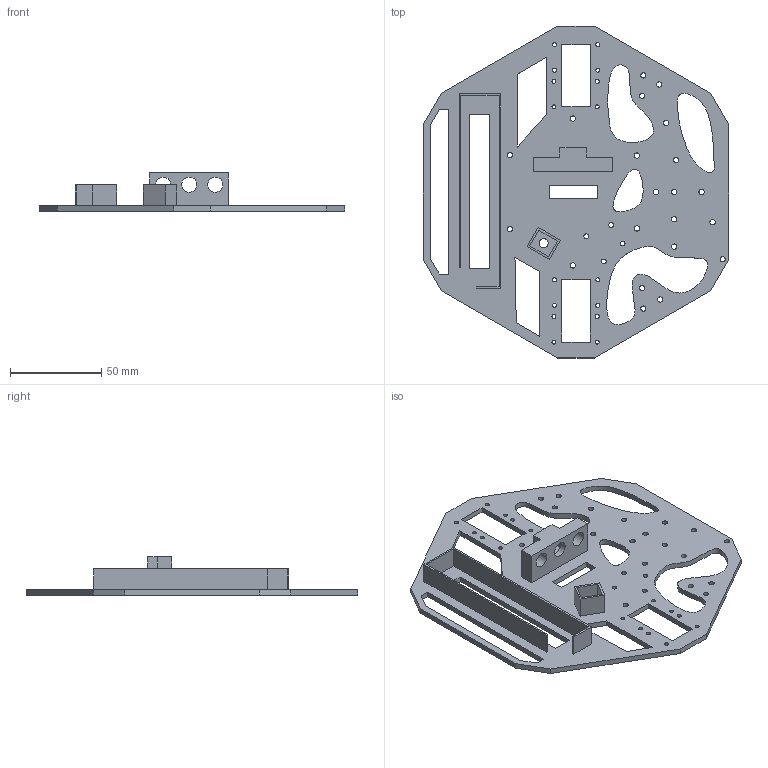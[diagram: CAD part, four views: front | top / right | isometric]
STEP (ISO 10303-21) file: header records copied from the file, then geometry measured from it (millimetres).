
FILE_DESCRIPTION(/* description */ ('STEP AP242','CAx-IF Rec.Pracs.---Representation and Presentation of Product Manufacturing Information (PMI)---4.0---2014-10-13','CAx-IF Rec.Pracs.---3D Tessellated Geometry---0.4---2014-09-14','2;1'),/* implementation_level */ '2;1');
FILE_NAME(/* name */ '682370409fbf897eb00bd82f',/* time_stamp */ '2025-05-13T16:16:01Z',/* author */ (''),/* organization */ (''),/* preprocessor_version */ 'ST-DEVELOPER v20',/* originating_system */ 'ONSHAPE BY PTC INC, 1.197',/* authorisation */ ' ');
FILE_SCHEMA (('AP242_MANAGED_MODEL_BASED_3D_ENGINEERING_MIM_LF { 1 0 10303 442 1 1 4 }'));
Length unit declared in the file: metre
Products named in the file (1): Part 1
Bounding box: 167.87 x 182.29 x 21 mm (x, y, z)
Volume: 61339.9 mm3; surface area: 49986.2 mm2
Topology: 1 solids, 1 shells, 128 faces, 366 edges, 245 vertices
Faces by surface type: plane 79, cylinder 45, bspline 4
Full cylindrical faces by diameter (mm): 2.2 x16, 2.6 x4, 2.89 x1, 2.898 x1, 2.9 x15, 2.901 x3, 2.907 x1, 4.996 x1, 8.234 x1, 8.246 x1, 8.25 x1
Entity records: 4326 total; most frequent: CARTESIAN_POINT 881, DIRECTION 646, ORIENTED_EDGE 628, EDGE_CURVE 314, EDGE_LOOP 294, FACE_BOUND 294, VERTEX_POINT 242, LINE 216
